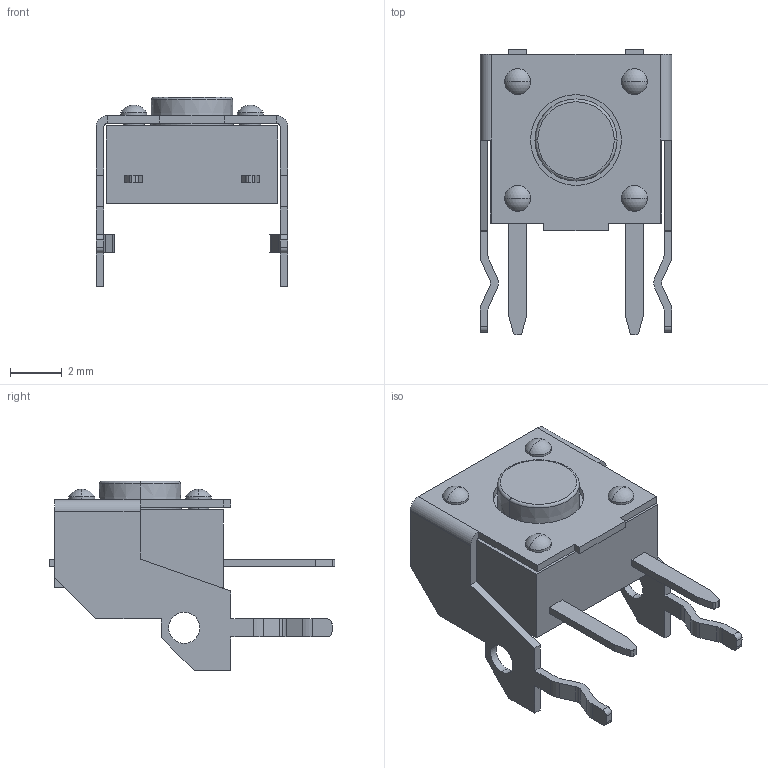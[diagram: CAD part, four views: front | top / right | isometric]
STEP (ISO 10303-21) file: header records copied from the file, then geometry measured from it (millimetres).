
FILE_DESCRIPTION (( 'STEP AP214' ), '1' );
FILE_NAME ('D21A0931-284F-4B07-99E9-79C4903F71F8.STEP', '2009-02-08T20:09:40', ( 'SysAdmin' ), ( 'SolidWorks' ), 'SwSTEP 2.0', 'SolidWorks 2009', '' );
FILE_SCHEMA (( 'AUTOMOTIVE_DESIGN' ));
Length unit declared in the file: millimetre
Products named in the file (1): D21A0931-284F-4B07-99E9-79C4903F71F8
Bounding box: 7.4 x 11 x 7.3 mm (x, y, z)
Volume: 165.8 mm3; surface area: 391.5 mm2
Topology: 1 solids, 1 shells, 141 faces, 374 edges, 246 vertices
Faces by surface type: plane 81, cylinder 48, sphere 8, torus 2, cone 2
Entity records: 4812 total; most frequent: DIRECTION 770, CARTESIAN_POINT 762, ORIENTED_EDGE 748, EDGE_CURVE 374, VECTOR 262, LINE 262, AXIS2_PLACEMENT_3D 254, VERTEX_POINT 246
